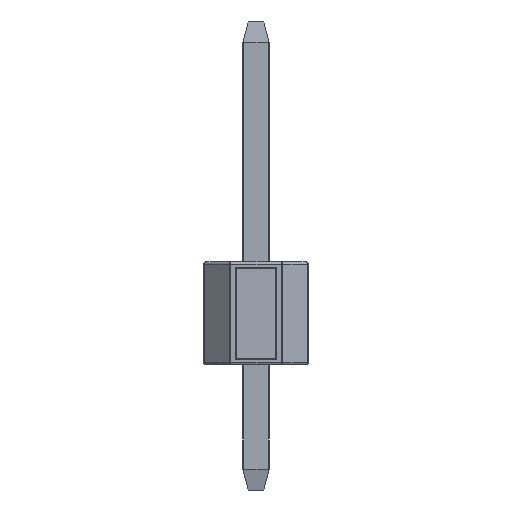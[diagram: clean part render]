
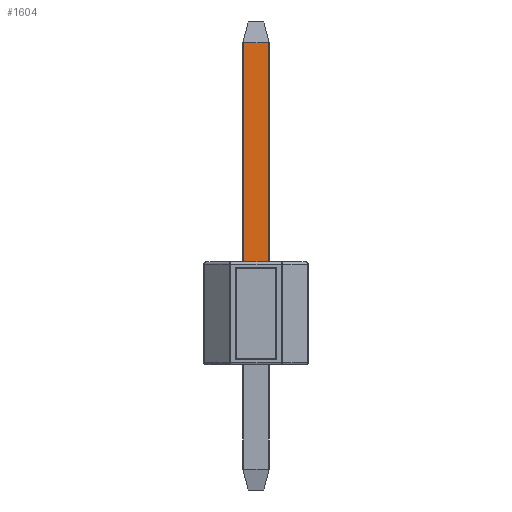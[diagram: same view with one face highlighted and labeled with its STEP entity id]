
A CAD part, left-side view. The second image highlights one B-rep face of the part: STEP entity #1604.
In plain terms, the highlighted planar face has unit normal (-1, 0, 0).
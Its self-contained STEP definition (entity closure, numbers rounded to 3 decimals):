
#255=FACE_OUTER_BOUND('',#349,.T.);
#349=EDGE_LOOP('',(#1294,#1295,#1296,#1297));
#458=LINE('',#2633,#598);
#481=LINE('',#2681,#621);
#482=LINE('',#2683,#622);
#483=LINE('',#2684,#623);
#598=VECTOR('',#2175,10.);
#621=VECTOR('',#2226,10.);
#622=VECTOR('',#2227,10.);
#623=VECTOR('',#2228,10.);
#662=VERTEX_POINT('',#2374);
#665=VERTEX_POINT('',#2381);
#744=VERTEX_POINT('',#2680);
#745=VERTEX_POINT('',#2682);
#914=EDGE_CURVE('',#665,#662,#458,.T.);
#937=EDGE_CURVE('',#744,#662,#481,.T.);
#938=EDGE_CURVE('',#745,#744,#482,.T.);
#939=EDGE_CURVE('',#665,#745,#483,.T.);
#1294=ORIENTED_EDGE('',*,*,#914,.T.);
#1295=ORIENTED_EDGE('',*,*,#937,.F.);
#1296=ORIENTED_EDGE('',*,*,#938,.F.);
#1297=ORIENTED_EDGE('',*,*,#939,.F.);
#1427=PLANE('',#1804);
#1604=ADVANCED_FACE('',(#255),#1427,.T.);
#1804=AXIS2_PLACEMENT_3D('',#2679,#2224,#2225);
#2175=DIRECTION('',(0.,-1.,0.));
#2224=DIRECTION('center_axis',(-1.,0.,0.));
#2225=DIRECTION('ref_axis',(0.,0.,1.));
#2226=DIRECTION('',(0.,0.,-1.));
#2227=DIRECTION('',(0.,-1.,0.));
#2228=DIRECTION('',(0.,0.,1.));
#2374=CARTESIAN_POINT('',(-0.32,-0.297,2.5));
#2381=CARTESIAN_POINT('',(-0.32,0.292,2.5));
#2633=CARTESIAN_POINT('',(-0.32,-0.003,2.5));
#2679=CARTESIAN_POINT('Origin',(-0.32,-0.003,2.645));
#2680=CARTESIAN_POINT('',(-0.32,-0.297,7.832));
#2681=CARTESIAN_POINT('',(-0.32,-0.297,5.493));
#2682=CARTESIAN_POINT('',(-0.32,0.292,7.832));
#2683=CARTESIAN_POINT('',(-0.32,0.158,7.832));
#2684=CARTESIAN_POINT('',(-0.32,0.292,-0.202));
